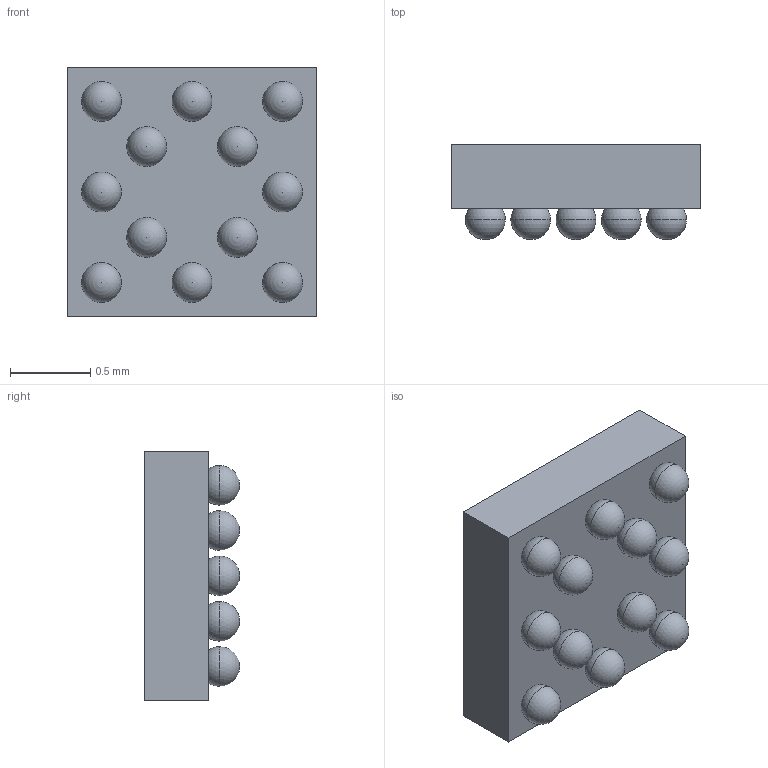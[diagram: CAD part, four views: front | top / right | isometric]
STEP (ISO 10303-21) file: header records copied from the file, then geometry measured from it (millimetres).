
FILE_DESCRIPTION (( 'STEP AP214' ), '1' );
FILE_NAME ('User Library-bmm150.STEP', '2018-05-21T05:53:16', ( '' ), ( '' ), 'SwSTEP 2.0', 'SolidWorks 2018', '' );
FILE_SCHEMA (( 'AUTOMOTIVE_DESIGN' ));
Length unit declared in the file: millimetre
Products named in the file (1): User Library-bmm150
Bounding box: 1.56 x 0.59 x 1.56 mm (x, y, z)
Volume: 1.1 mm3; surface area: 8.8 mm2
Topology: 1 solids, 1 shells, 31 faces, 110 edges, 82 vertices
Faces by surface type: sphere 24, plane 7
Entity records: 1215 total; most frequent: DIRECTION 176, CARTESIAN_POINT 152, ORIENTED_EDGE 124, AXIS2_PLACEMENT_3D 82, EDGE_CURVE 62, VERTEX_POINT 58, EDGE_LOOP 56, CIRCLE 50
